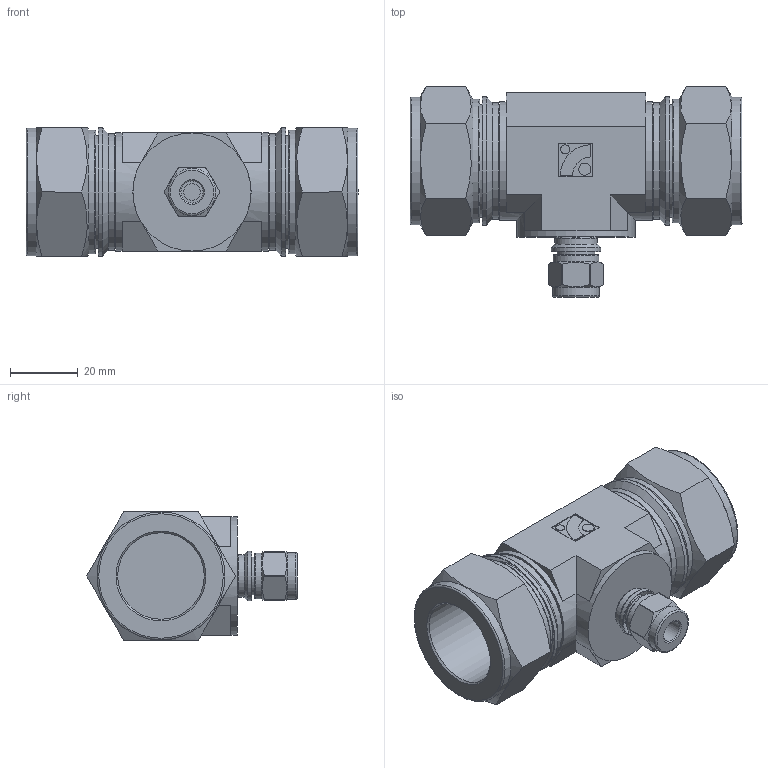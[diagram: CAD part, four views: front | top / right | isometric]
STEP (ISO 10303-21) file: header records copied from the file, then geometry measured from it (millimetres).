
FILE_DESCRIPTION(/* description */ (''),/* implementation_level */ '2;1');
FILE_NAME(/* name */ 'SRUTI-16-4.stp',/* time_stamp */ '2022-06-29T16:34:45+09:00',/* author */ ('user'),/* organization */ (''),/* preprocessor_version */ 'ST-DEVELOPER v18.1',/* originating_system */ 'Autodesk Inventor 2022',/* authorisation */ '');
FILE_SCHEMA (('AUTOMOTIVE_DESIGN { 1 0 10303 214 3 1 1 }'));
Length unit declared in the file: millimetre
Products named in the file (1): SRUT-16-4
Bounding box: 98.19 x 62.34 x 38.1 mm (x, y, z)
Volume: 84946.6 mm3; surface area: 25678.3 mm2
Topology: 1 solids, 1 shells, 141 faces, 308 edges, 189 vertices
Faces by surface type: plane 73, cylinder 38, cone 24, torus 6
Full cylindrical faces by diameter (mm): 2.7 x1, 3.6 x1, 4.826 x1, 6.55 x1, 9.4 x1, 10.1 x1, 11.113 x1, 12.6 x1, 13.6 x1, 13.9 x1, 14.6 x1, 25.6 x2, 31.45 x2, 31.85 x2, 33.34 x2, 34.5 x2, 34.93 x3, 36.5 x2, 37.8 x2, 38 x2
Entity records: 3838 total; most frequent: CARTESIAN_POINT 711, DIRECTION 679, ORIENTED_EDGE 616, EDGE_CURVE 308, AXIS2_PLACEMENT_3D 265, VERTEX_POINT 189, EDGE_LOOP 161, LINE 149
